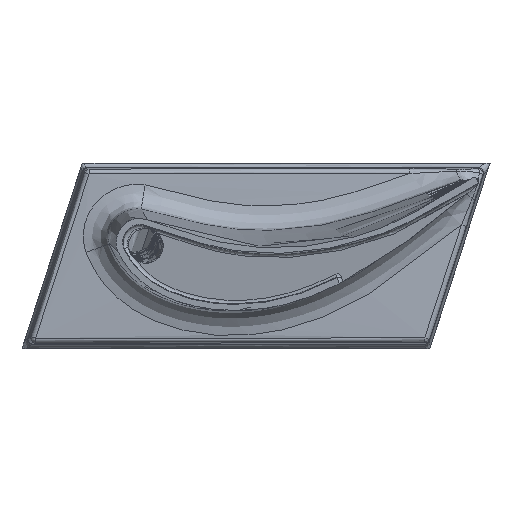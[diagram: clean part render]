
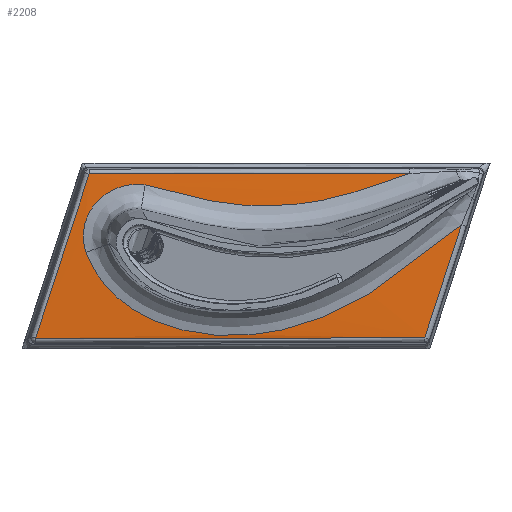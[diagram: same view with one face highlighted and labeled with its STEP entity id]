
A CAD part, top view. The second image highlights one B-rep face of the part: STEP entity #2208.
In plain terms, the highlighted free-form (B-spline) face has degree [2, 1] with [3, 2] control points.
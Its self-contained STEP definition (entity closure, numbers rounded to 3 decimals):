
#2208 = ADVANCED_FACE('',(#2209),#2292,.T.);
#2209 = FACE_BOUND('',#2210,.T.);
#2210 = EDGE_LOOP('',(#2211,#2221,#2229,#2250,#2263,#2278,#2286));
#2211 = ORIENTED_EDGE('',*,*,#2212,.T.);
#2212 = EDGE_CURVE('',#2213,#2215,#2217,.T.);
#2213 = VERTEX_POINT('',#2214);
#2214 = CARTESIAN_POINT('',(-63.644,-25.86,
    177.216));
#2215 = VERTEX_POINT('',#2216);
#2216 = CARTESIAN_POINT('',(49.169,-25.739,
    177.832));
#2217 = ( BOUNDED_CURVE() B_SPLINE_CURVE(2,(#2218,#2219,#2220),
.UNSPECIFIED.,.F.,.F.) B_SPLINE_CURVE_WITH_KNOTS((3,3),(1.411,
1.445),.PIECEWISE_BEZIER_KNOTS.) CURVE() 
GEOMETRIC_REPRESENTATION_ITEM() RATIONAL_B_SPLINE_CURVE((1.,
1.,1.)) REPRESENTATION_ITEM('') );
#2218 = CARTESIAN_POINT('',(-63.644,-25.86,
    177.216));
#2219 = CARTESIAN_POINT('',(-7.364,-25.764,
    177.822));
#2220 = CARTESIAN_POINT('',(49.169,-25.739,
    177.832));
#2221 = ORIENTED_EDGE('',*,*,#2222,.T.);
#2222 = EDGE_CURVE('',#2215,#2223,#2225,.T.);
#2223 = VERTEX_POINT('',#2224);
#2224 = CARTESIAN_POINT('',(59.849,7.046,
    177.27));
#2225 = ( BOUNDED_CURVE() B_SPLINE_CURVE(2,(#2226,#2227,#2228),
.UNSPECIFIED.,.F.,.F.) B_SPLINE_CURVE_WITH_KNOTS((3,3),(6.283,
6.316),.PIECEWISE_BEZIER_KNOTS.) CURVE() 
GEOMETRIC_REPRESENTATION_ITEM() RATIONAL_B_SPLINE_CURVE((1.,
1.,1.)) REPRESENTATION_ITEM('') );
#2226 = CARTESIAN_POINT('',(49.169,-25.739,
    177.832));
#2227 = CARTESIAN_POINT('',(54.498,-9.338,
    177.841));
#2228 = CARTESIAN_POINT('',(59.849,7.046,
    177.27));
#2229 = ORIENTED_EDGE('',*,*,#2230,.T.);
#2230 = EDGE_CURVE('',#2223,#2231,#2233,.T.);
#2231 = VERTEX_POINT('',#2232);
#2232 = CARTESIAN_POINT('',(-48.987,-0.93,
    177.806));
#2233 = B_SPLINE_CURVE_WITH_KNOTS('',3,(#2234,#2235,#2236,#2237,#2238,
    #2239,#2240,#2241,#2242,#2243,#2244,#2245,#2246,#2247,#2248,#2249),
  .UNSPECIFIED.,.F.,.F.,(4,2,2,2,2,2,2,4),(0.,0.125,0.25,0.375,0.5,0.75,
    0.875,1.),.UNSPECIFIED.);
#2234 = CARTESIAN_POINT('',(59.849,7.046,
    177.27));
#2235 = CARTESIAN_POINT('',(55.9,3.514,
    177.422));
#2236 = CARTESIAN_POINT('',(51.796,0.164,
    177.538));
#2237 = CARTESIAN_POINT('',(43.33,-6.231,
    177.713));
#2238 = CARTESIAN_POINT('',(39.006,-9.279,
    177.77));
#2239 = CARTESIAN_POINT('',(30.051,-14.844,
    177.832));
#2240 = CARTESIAN_POINT('',(25.407,-17.338,
    177.838));
#2241 = CARTESIAN_POINT('',(15.583,-21.41,
    177.815));
#2242 = CARTESIAN_POINT('',(10.457,-22.971,
    177.787));
#2243 = CARTESIAN_POINT('',(-5.178,-25.914,
    177.695));
#2244 = CARTESIAN_POINT('',(-16.152,-25.452,
    177.628));
#2245 = CARTESIAN_POINT('',(-31.297,-20.141,
    177.635));
#2246 = CARTESIAN_POINT('',(-36.064,-17.515,
    177.657));
#2247 = CARTESIAN_POINT('',(-43.958,-10.44,
    177.728));
#2248 = CARTESIAN_POINT('',(-47.158,-5.993,
    177.776));
#2249 = CARTESIAN_POINT('',(-48.987,-0.93,
    177.806));
#2250 = ORIENTED_EDGE('',*,*,#2251,.T.);
#2251 = EDGE_CURVE('',#2231,#2252,#2254,.T.);
#2252 = VERTEX_POINT('',#2253);
#2253 = CARTESIAN_POINT('',(-31.889,18.588,
    177.698));
#2254 = B_SPLINE_CURVE_WITH_KNOTS('',3,(#2255,#2256,#2257,#2258,#2259,
    #2260,#2261,#2262),.UNSPECIFIED.,.F.,.F.,(4,2,2,4),(0.,0.5,0.75,1.),
  .UNSPECIFIED.);
#2255 = CARTESIAN_POINT('',(-48.987,-0.93,
    177.806));
#2256 = CARTESIAN_POINT('',(-50.766,3.995,
    177.835));
#2257 = CARTESIAN_POINT('',(-49.421,9.744,
    177.839));
#2258 = CARTESIAN_POINT('',(-44.234,15.51,
    177.787));
#2259 = CARTESIAN_POINT('',(-41.98,16.93,
    177.764));
#2260 = CARTESIAN_POINT('',(-37.096,18.67,
    177.723));
#2261 = CARTESIAN_POINT('',(-34.473,18.996,
    177.705));
#2262 = CARTESIAN_POINT('',(-31.889,18.588,
    177.698));
#2263 = ORIENTED_EDGE('',*,*,#2264,.T.);
#2264 = EDGE_CURVE('',#2252,#2265,#2267,.T.);
#2265 = VERTEX_POINT('',#2266);
#2266 = CARTESIAN_POINT('',(44.871,21.894,
    176.911));
#2267 = B_SPLINE_CURVE_WITH_KNOTS('',3,(#2268,#2269,#2270,#2271,#2272,
    #2273,#2274,#2275,#2276,#2277),.UNSPECIFIED.,.F.,.F.,(4,2,2,2,4),(0.
    ,0.25,0.5,0.75,1.),.UNSPECIFIED.);
#2268 = CARTESIAN_POINT('',(-31.889,18.588,
    177.698));
#2269 = CARTESIAN_POINT('',(-25.359,17.557,
    177.681));
#2270 = CARTESIAN_POINT('',(-19.118,15.291,
    177.685));
#2271 = CARTESIAN_POINT('',(-6.198,12.63,
    177.659));
#2272 = CARTESIAN_POINT('',(0.373,12.24,
    177.629));
#2273 = CARTESIAN_POINT('',(13.394,12.849,
    177.527));
#2274 = CARTESIAN_POINT('',(19.946,13.99,
    177.45));
#2275 = CARTESIAN_POINT('',(32.554,17.49,
    177.225));
#2276 = CARTESIAN_POINT('',(38.715,19.687,
    177.081));
#2277 = CARTESIAN_POINT('',(44.871,21.894,
    176.911));
#2278 = ORIENTED_EDGE('',*,*,#2279,.T.);
#2279 = EDGE_CURVE('',#2265,#2280,#2282,.T.);
#2280 = VERTEX_POINT('',#2281);
#2281 = CARTESIAN_POINT('',(-48.062,21.775,
    177.728));
#2282 = ( BOUNDED_CURVE() B_SPLINE_CURVE(2,(#2283,#2284,#2285),
.UNSPECIFIED.,.F.,.F.) B_SPLINE_CURVE_WITH_KNOTS((3,3),(4.567,
4.595),.PIECEWISE_BEZIER_KNOTS.) CURVE() 
GEOMETRIC_REPRESENTATION_ITEM() RATIONAL_B_SPLINE_CURVE((1.,
1.,1.)) REPRESENTATION_ITEM('') );
#2283 = CARTESIAN_POINT('',(44.871,21.894,
    176.911));
#2284 = CARTESIAN_POINT('',(-1.515,21.815,
    177.522));
#2285 = CARTESIAN_POINT('',(-48.062,21.775,
    177.728));
#2286 = ORIENTED_EDGE('',*,*,#2287,.T.);
#2287 = EDGE_CURVE('',#2280,#2213,#2288,.T.);
#2288 = ( BOUNDED_CURVE() B_SPLINE_CURVE(2,(#2289,#2290,#2291),
.UNSPECIFIED.,.F.,.F.) B_SPLINE_CURVE_WITH_KNOTS((3,3),(3.127,
3.176),.PIECEWISE_BEZIER_KNOTS.) CURVE() 
GEOMETRIC_REPRESENTATION_ITEM() RATIONAL_B_SPLINE_CURVE((1.,
1.,1.)) REPRESENTATION_ITEM('') );
#2289 = CARTESIAN_POINT('',(-48.062,21.775,
    177.728));
#2290 = CARTESIAN_POINT('',(-55.741,-2.085,
    178.085));
#2291 = CARTESIAN_POINT('',(-63.644,-25.86,
    177.216));
#2292 = ( BOUNDED_SURFACE() B_SPLINE_SURFACE(2,1,(
    (#2293,#2294)
    ,(#2295,#2296)
    ,(#2297,#2298
)),.UNSPECIFIED.,.F.,.F.,.F.) B_SPLINE_SURFACE_WITH_KNOTS((3,3),(2,2),(
    1.536,1.613),(133.195,207.283),
.PIECEWISE_BEZIER_KNOTS.) GEOMETRIC_REPRESENTATION_ITEM() 
RATIONAL_B_SPLINE_SURFACE((
    (1.,1.)
    ,(0.999,0.999)
,(1.,1.))) REPRESENTATION_ITEM('') SURFACE() );
#2293 = CARTESIAN_POINT('',(38.385,-59.011,
    177.216));
#2294 = CARTESIAN_POINT('',(-63.644,-25.86,
    177.216));
#2295 = CARTESIAN_POINT('',(50.585,-21.463,
    178.585));
#2296 = CARTESIAN_POINT('',(-51.444,11.688,
    178.585));
#2297 = CARTESIAN_POINT('',(62.782,16.074,
    176.911));
#2298 = CARTESIAN_POINT('',(-39.247,49.226,
    176.911));
